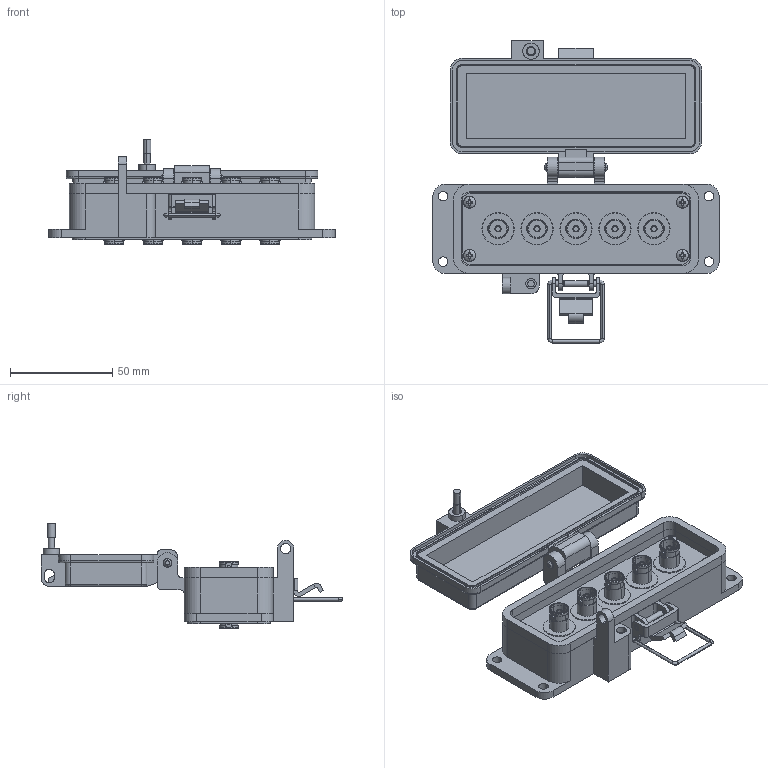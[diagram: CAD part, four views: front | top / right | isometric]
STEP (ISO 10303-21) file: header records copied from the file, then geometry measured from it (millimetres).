
FILE_DESCRIPTION (( 'STEP AP203' ), '1' );
FILE_NAME ('P-Q42#5-H3RX_3D.STEP', '2022-08-04T20:22:30', ( '' ), ( '' ), 'SwSTEP 2.0', 'SolidWorks 2021', '' );
FILE_SCHEMA (( 'CONFIG_CONTROL_DESIGN' ));
Length unit declared in the file: millimetre
Products named in the file (9): P-Q42#5-H3RX_FP060_1; 3AA02-008; Z-H-H3_B; BA1087; 92005A124_METRIC PAN HEAD PHILLIPS MACHINE SCREW_92005A124; -H3; P-Q42#5-H3RX_3D; P-Q42#5-H3RX_BP180_1; 3AA03-005
Assembly tree (23 placements, depth 3):
  P-Q42#5-H3RX_3D
    P-Q42#5-H3RX_BP180_1
    P-Q42#5-H3RX_FP060_1
    -H3
      Z-H-H3_B
    3AA02-008  x5
    3AA03-005  x5
    BA1087  x5
    92005A124_METRIC PAN HEAD PHILLIPS MACHINE SCREW_92005A124  x4
Bounding box: 140 x 147.61 x 51.23 mm (x, y, z)
Volume: 105884 mm3; surface area: 87078.9 mm2
Topology: 29 solids, 29 shells, 2627 faces, 7123 edges, 4645 vertices
Faces by surface type: cylinder 1268, plane 819, cone 439, bspline 77, torus 16, sphere 8
Entity records: 37997 total; most frequent: CARTESIAN_POINT 11857, ORIENTED_EDGE 5498, DIRECTION 4882, EDGE_CURVE 2749, VERTEX_POINT 1806, AXIS2_PLACEMENT_3D 1711, LINE 1460, VECTOR 1460
